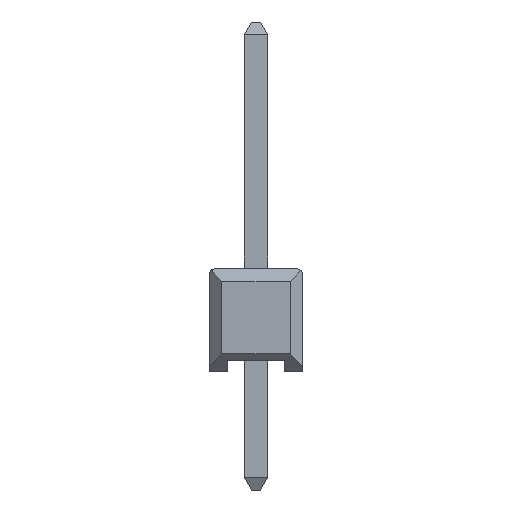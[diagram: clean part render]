
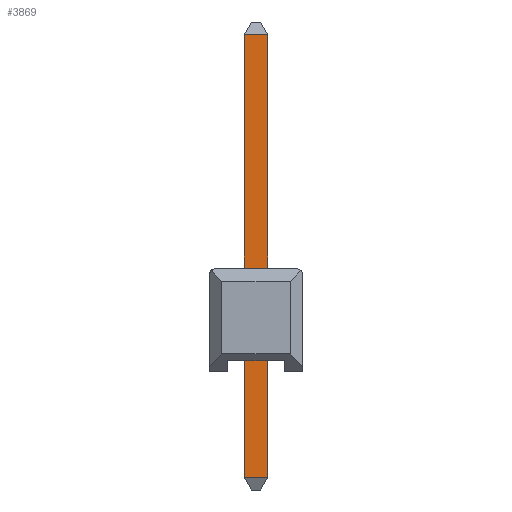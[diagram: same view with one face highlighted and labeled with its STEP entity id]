
A CAD part, front view. The second image highlights one B-rep face of the part: STEP entity #3869.
In plain terms, the highlighted free-form (B-spline) face has degree [1, 1] with [2, 2] control points.
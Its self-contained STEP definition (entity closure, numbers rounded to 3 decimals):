
#3131 = B_SPLINE_SURFACE_WITH_KNOTS('',1,1,(
    (#3132,#3133)
    ,(#3134,#3135
    )),.UNSPECIFIED.,.F.,.F.,.F.,(2,2),(2,2),(0.01,
    0.4),(-0.64,-0.01),.PIECEWISE_BEZIER_KNOTS.);
#3132 = CARTESIAN_POINT('',(0.315,-15.365,-3.2)
  );
#3133 = CARTESIAN_POINT('',(-0.315,-15.365,-3.2)
  );
#3134 = CARTESIAN_POINT('',(0.315,-15.555,-2.86)
  );
#3135 = CARTESIAN_POINT('',(-0.315,-15.555,-2.86)
  );
#3169 = VERTEX_POINT('',#3170);
#3170 = CARTESIAN_POINT('',(-0.315,-15.555,-2.86)
  );
#3207 = B_SPLINE_SURFACE_WITH_KNOTS('',1,1,(
    (#3208,#3209)
    ,(#3210,#3211
    )),.UNSPECIFIED.,.F.,.F.,.F.,(2,2),(2,2),(-9.358,
    0.093),(-0.64,0.01),
  .PIECEWISE_BEZIER_KNOTS.);
#3208 = CARTESIAN_POINT('',(-0.315,-14.915,9.326)
  );
#3209 = CARTESIAN_POINT('',(-0.315,-15.565,9.326)
  );
#3210 = CARTESIAN_POINT('',(-0.315,-14.915,-2.981)
  );
#3211 = CARTESIAN_POINT('',(-0.315,-15.565,-2.981)
  );
#3425 = VERTEX_POINT('',#3426);
#3426 = CARTESIAN_POINT('',(0.315,-15.555,-2.86)
  );
#3461 = B_SPLINE_SURFACE_WITH_KNOTS('',1,1,(
    (#3462,#3463)
    ,(#3464,#3465
    )),.UNSPECIFIED.,.F.,.F.,.F.,(2,2),(2,2),(-0.64,0.01),(
    -9.358,0.093),.PIECEWISE_BEZIER_KNOTS.);
#3462 = CARTESIAN_POINT('',(0.315,-14.915,9.326));
#3463 = CARTESIAN_POINT('',(0.315,-14.915,-2.981)
  );
#3464 = CARTESIAN_POINT('',(0.315,-15.565,9.326));
#3465 = CARTESIAN_POINT('',(0.315,-15.565,-2.981)
  );
#3496 = EDGE_CURVE('',#3425,#3169,#3497,.T.);
#3497 = SURFACE_CURVE('',#3498,(#3501,#3507),.PCURVE_S1.);
#3498 = B_SPLINE_CURVE_WITH_KNOTS('',1,(#3499,#3500),.UNSPECIFIED.,.F.,
  .F.,(2,2),(-9.896,-9.266),.PIECEWISE_BEZIER_KNOTS.);
#3499 = CARTESIAN_POINT('',(0.315,-15.555,-2.86)
  );
#3500 = CARTESIAN_POINT('',(-0.315,-15.555,-2.86)
  );
#3501 = PCURVE('',#3131,#3502);
#3502 = DEFINITIONAL_REPRESENTATION('',(#3503),#3506);
#3503 = B_SPLINE_CURVE_WITH_KNOTS('',1,(#3504,#3505),.UNSPECIFIED.,.F.,
  .F.,(2,2),(-9.896,-9.266),.PIECEWISE_BEZIER_KNOTS.);
#3504 = CARTESIAN_POINT('',(0.4,-0.64));
#3505 = CARTESIAN_POINT('',(0.4,-0.01));
#3506 = ( GEOMETRIC_REPRESENTATION_CONTEXT(2) 
PARAMETRIC_REPRESENTATION_CONTEXT() REPRESENTATION_CONTEXT('2D SPACE',''
  ) );
#3507 = PCURVE('',#3508,#3513);
#3508 = B_SPLINE_SURFACE_WITH_KNOTS('',1,1,(
    (#3509,#3510)
    ,(#3511,#3512
    )),.UNSPECIFIED.,.F.,.F.,.F.,(2,2),(2,2),(0.121,
    12.136),(-0.64,-0.01),.PIECEWISE_BEZIER_KNOTS.);
#3509 = CARTESIAN_POINT('',(0.315,-15.555,-2.86)
  );
#3510 = CARTESIAN_POINT('',(-0.315,-15.555,-2.86)
  );
#3511 = CARTESIAN_POINT('',(0.315,-15.555,9.156));
#3512 = CARTESIAN_POINT('',(-0.315,-15.555,9.156)
  );
#3513 = DEFINITIONAL_REPRESENTATION('',(#3514),#3517);
#3514 = B_SPLINE_CURVE_WITH_KNOTS('',1,(#3515,#3516),.UNSPECIFIED.,.F.,
  .F.,(2,2),(-9.896,-9.266),.PIECEWISE_BEZIER_KNOTS.);
#3515 = CARTESIAN_POINT('',(0.121,-0.64));
#3516 = CARTESIAN_POINT('',(0.121,-0.01));
#3517 = ( GEOMETRIC_REPRESENTATION_CONTEXT(2) 
PARAMETRIC_REPRESENTATION_CONTEXT() REPRESENTATION_CONTEXT('2D SPACE',''
  ) );
#3629 = VERTEX_POINT('',#3630);
#3630 = CARTESIAN_POINT('',(0.315,-15.555,9.156));
#3642 = B_SPLINE_SURFACE_WITH_KNOTS('',1,1,(
    (#3643,#3644)
    ,(#3645,#3646
    )),.UNSPECIFIED.,.F.,.F.,.F.,(2,2),(2,2),(-0.399,
    -0.01),(-0.64,-0.01),.PIECEWISE_BEZIER_KNOTS.);
#3643 = CARTESIAN_POINT('',(0.315,-15.555,9.156));
#3644 = CARTESIAN_POINT('',(-0.315,-15.555,9.156)
  );
#3645 = CARTESIAN_POINT('',(0.315,-15.365,9.496));
#3646 = CARTESIAN_POINT('',(-0.315,-15.365,9.496));
#3716 = VERTEX_POINT('',#3717);
#3717 = CARTESIAN_POINT('',(-0.315,-15.555,9.156)
  );
#3735 = EDGE_CURVE('',#3716,#3629,#3736,.T.);
#3736 = SURFACE_CURVE('',#3737,(#3740,#3746),.PCURVE_S1.);
#3737 = B_SPLINE_CURVE_WITH_KNOTS('',1,(#3738,#3739),.UNSPECIFIED.,.F.,
  .F.,(2,2),(-19.791,-19.161),.PIECEWISE_BEZIER_KNOTS.);
#3738 = CARTESIAN_POINT('',(-0.315,-15.555,9.156)
  );
#3739 = CARTESIAN_POINT('',(0.315,-15.555,9.156));
#3740 = PCURVE('',#3642,#3741);
#3741 = DEFINITIONAL_REPRESENTATION('',(#3742),#3745);
#3742 = B_SPLINE_CURVE_WITH_KNOTS('',1,(#3743,#3744),.UNSPECIFIED.,.F.,
  .F.,(2,2),(-19.791,-19.161),.PIECEWISE_BEZIER_KNOTS.);
#3743 = CARTESIAN_POINT('',(-0.399,-0.01));
#3744 = CARTESIAN_POINT('',(-0.399,-0.64));
#3745 = ( GEOMETRIC_REPRESENTATION_CONTEXT(2) 
PARAMETRIC_REPRESENTATION_CONTEXT() REPRESENTATION_CONTEXT('2D SPACE',''
  ) );
#3746 = PCURVE('',#3508,#3747);
#3747 = DEFINITIONAL_REPRESENTATION('',(#3748),#3751);
#3748 = B_SPLINE_CURVE_WITH_KNOTS('',1,(#3749,#3750),.UNSPECIFIED.,.F.,
  .F.,(2,2),(-19.791,-19.161),.PIECEWISE_BEZIER_KNOTS.);
#3749 = CARTESIAN_POINT('',(12.136,-0.01));
#3750 = CARTESIAN_POINT('',(12.136,-0.64));
#3751 = ( GEOMETRIC_REPRESENTATION_CONTEXT(2) 
PARAMETRIC_REPRESENTATION_CONTEXT() REPRESENTATION_CONTEXT('2D SPACE',''
  ) );
#3849 = EDGE_CURVE('',#3629,#3425,#3850,.T.);
#3850 = SURFACE_CURVE('',#3851,(#3854,#3861),.PCURVE_S1.);
#3851 = B_SPLINE_CURVE_WITH_KNOTS('',1,(#3852,#3853),.UNSPECIFIED.,.F.,
  .F.,(2,2),(-19.123,-9.896),.PIECEWISE_BEZIER_KNOTS.);
#3852 = CARTESIAN_POINT('',(0.315,-15.555,9.156));
#3853 = CARTESIAN_POINT('',(0.315,-15.555,-2.86)
  );
#3854 = PCURVE('',#3461,#3855);
#3855 = DEFINITIONAL_REPRESENTATION('',(#3856),#3860);
#3856 = B_SPLINE_CURVE_WITH_KNOTS('',2,(#3857,#3858,#3859),
  .UNSPECIFIED.,.F.,.F.,(3,3),(-19.123,-9.896),
  .PIECEWISE_BEZIER_KNOTS.);
#3857 = CARTESIAN_POINT('',(0.,-9.227));
#3858 = CARTESIAN_POINT('',(0.,-4.614));
#3859 = CARTESIAN_POINT('',(0.,0.));
#3860 = ( GEOMETRIC_REPRESENTATION_CONTEXT(2) 
PARAMETRIC_REPRESENTATION_CONTEXT() REPRESENTATION_CONTEXT('2D SPACE',''
  ) );
#3861 = PCURVE('',#3508,#3862);
#3862 = DEFINITIONAL_REPRESENTATION('',(#3863),#3866);
#3863 = B_SPLINE_CURVE_WITH_KNOTS('',1,(#3864,#3865),.UNSPECIFIED.,.F.,
  .F.,(2,2),(-19.123,-9.896),.PIECEWISE_BEZIER_KNOTS.);
#3864 = CARTESIAN_POINT('',(12.136,-0.64));
#3865 = CARTESIAN_POINT('',(0.121,-0.64));
#3866 = ( GEOMETRIC_REPRESENTATION_CONTEXT(2) 
PARAMETRIC_REPRESENTATION_CONTEXT() REPRESENTATION_CONTEXT('2D SPACE',''
  ) );
#3869 = ADVANCED_FACE('',(#3870),#3508,.T.);
#3870 = FACE_BOUND('',#3871,.T.);
#3871 = EDGE_LOOP('',(#3872,#3891,#3892,#3893));
#3872 = ORIENTED_EDGE('',*,*,#3873,.T.);
#3873 = EDGE_CURVE('',#3716,#3169,#3874,.T.);
#3874 = SURFACE_CURVE('',#3875,(#3878,#3884),.PCURVE_S1.);
#3875 = B_SPLINE_CURVE_WITH_KNOTS('',1,(#3876,#3877),.UNSPECIFIED.,.F.,
  .F.,(2,2),(0.038,9.266),
  .PIECEWISE_BEZIER_KNOTS.);
#3876 = CARTESIAN_POINT('',(-0.315,-15.555,9.156)
  );
#3877 = CARTESIAN_POINT('',(-0.315,-15.555,-2.86)
  );
#3878 = PCURVE('',#3508,#3879);
#3879 = DEFINITIONAL_REPRESENTATION('',(#3880),#3883);
#3880 = B_SPLINE_CURVE_WITH_KNOTS('',1,(#3881,#3882),.UNSPECIFIED.,.F.,
  .F.,(2,2),(0.038,9.266),
  .PIECEWISE_BEZIER_KNOTS.);
#3881 = CARTESIAN_POINT('',(12.136,-0.01));
#3882 = CARTESIAN_POINT('',(0.121,-0.01));
#3883 = ( GEOMETRIC_REPRESENTATION_CONTEXT(2) 
PARAMETRIC_REPRESENTATION_CONTEXT() REPRESENTATION_CONTEXT('2D SPACE',''
  ) );
#3884 = PCURVE('',#3207,#3885);
#3885 = DEFINITIONAL_REPRESENTATION('',(#3886),#3890);
#3886 = B_SPLINE_CURVE_WITH_KNOTS('',2,(#3887,#3888,#3889),
  .UNSPECIFIED.,.F.,.F.,(3,3),(0.038,9.266),
  .PIECEWISE_BEZIER_KNOTS.);
#3887 = CARTESIAN_POINT('',(-9.227,0.));
#3888 = CARTESIAN_POINT('',(-4.614,0.));
#3889 = CARTESIAN_POINT('',(0.,0.));
#3890 = ( GEOMETRIC_REPRESENTATION_CONTEXT(2) 
PARAMETRIC_REPRESENTATION_CONTEXT() REPRESENTATION_CONTEXT('2D SPACE',''
  ) );
#3891 = ORIENTED_EDGE('',*,*,#3496,.F.);
#3892 = ORIENTED_EDGE('',*,*,#3849,.F.);
#3893 = ORIENTED_EDGE('',*,*,#3735,.F.);
